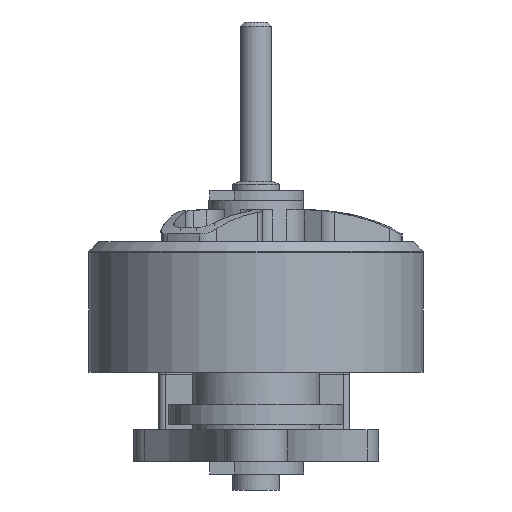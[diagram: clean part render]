
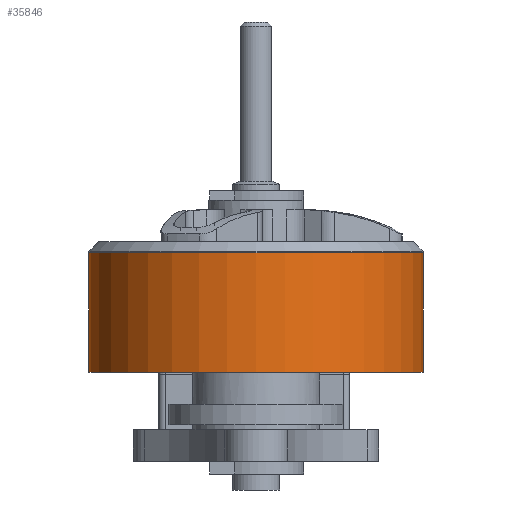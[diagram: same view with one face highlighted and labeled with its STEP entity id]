
A CAD part, left-side view. The second image highlights one B-rep face of the part: STEP entity #35846.
In plain terms, the highlighted cylindrical face has radius 5.255 mm (diameter 10.51 mm), a full revolution.
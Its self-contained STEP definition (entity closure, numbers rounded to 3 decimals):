
#4607=FACE_OUTER_BOUND('',#7075,.T.);
#7075=EDGE_LOOP('',(#30949,#30950,#30951,#30952));
#9160=CIRCLE('',#38455,5.255);
#9161=CIRCLE('',#38456,5.255);
#11951=LINE('',#114755,#13758);
#13758=VECTOR('',#44158,5.225);
#16816=VERTEX_POINT('',#114752);
#16817=VERTEX_POINT('',#114754);
#21632=EDGE_CURVE('',#16816,#16816,#9160,.F.);
#21633=EDGE_CURVE('',#16816,#16817,#11951,.T.);
#21634=EDGE_CURVE('',#16817,#16817,#9161,.F.);
#30949=ORIENTED_EDGE('',*,*,#21632,.F.);
#30950=ORIENTED_EDGE('',*,*,#21633,.T.);
#30951=ORIENTED_EDGE('',*,*,#21634,.T.);
#30952=ORIENTED_EDGE('',*,*,#21633,.F.);
#33786=CYLINDRICAL_SURFACE('',#38454,5.255);
#35846=ADVANCED_FACE('',(#4607),#33786,.T.);
#38454=AXIS2_PLACEMENT_3D('',#114751,#44154,#44155);
#38455=AXIS2_PLACEMENT_3D('',#114753,#44156,#44157);
#38456=AXIS2_PLACEMENT_3D('',#114756,#44159,#44160);
#44154=DIRECTION('center_axis',(0.,0.,1.));
#44155=DIRECTION('ref_axis',(1.,0.,0.));
#44156=DIRECTION('center_axis',(0.,0.,-1.));
#44157=DIRECTION('ref_axis',(1.,0.,0.));
#44158=DIRECTION('',(0.,0.,-1.));
#44159=DIRECTION('center_axis',(0.,0.,-1.));
#44160=DIRECTION('ref_axis',(1.,0.,0.));
#114751=CARTESIAN_POINT('Origin',(0.,0.,0.));
#114752=CARTESIAN_POINT('',(-5.255,0.,3.75));
#114753=CARTESIAN_POINT('Origin',(0.,0.,3.75));
#114754=CARTESIAN_POINT('',(-5.255,0.,0.));
#114755=CARTESIAN_POINT('',(-5.255,0.,0.));
#114756=CARTESIAN_POINT('Origin',(0.,0.,0.));
